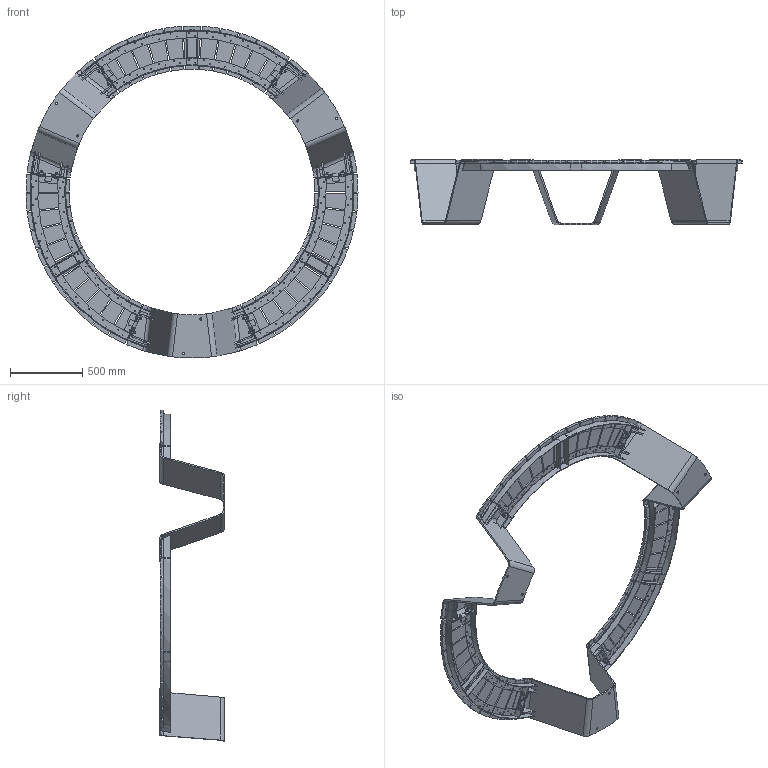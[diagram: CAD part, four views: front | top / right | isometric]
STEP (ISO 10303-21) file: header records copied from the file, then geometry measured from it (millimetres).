
FILE_DESCRIPTION (( 'STEP AP203' ), '1' );
FILE_NAME ('DUBE.R2300S.STEP', '2021-04-15T05:38:33', ( '' ), ( '' ), 'SwSTEP 2.0', 'SolidWorks 2020', '' );
FILE_SCHEMA (( 'CONFIG_CONTROL_DESIGN' ));
Length unit declared in the file: millimetre
Products named in the file (24): DUBE.R2300S Leg Seat Mount Left; DUBE.R2300S Seat Frame; DUBE.R2300S Seat Endplate Right; DUBE.R2300S Seat; hex screw gradeab_iso_ISO 4017 - M10 x 35-N; hex nut style 1 gradeab_iso_ISO - 4032 - M10 - W - C; DUBE.R2300S Leg; DUBE.R2300S Seat Innerring; DUBE.R2300S Seat RF; DUBE.R2300S Seat Top Outerring; DUBE.R2300S Seat Endplate Left; DUBE.R2300S Seat Top Innerring; DUBE.R2300S Wood; DUBE.R2300S; DUBE.R2300S Seat Outerring; DUBE.R2300S Leg Seat Mount Right; plain washer normal grade a_iso_Washer ISO 7089 - 10
Assembly tree (120 placements, depth 4):
  DUBE.R2300S
    DUBE.R2300S Leg
      DUBE.R2300S Leg
      DUBE.R2300S Leg Seat Mount Right
      DUBE.R2300S Leg Seat Mount Left
    DUBE.R2300S Seat
      DUBE.R2300S Seat Frame
        DUBE.R2300S Seat Top Innerring
        DUBE.R2300S Seat Innerring
        DUBE.R2300S Seat Outerring
        DUBE.R2300S Seat Endplate Left
        DUBE.R2300S Seat Endplate Right
        DUBE.R2300S Seat Top Outerring
        DUBE.R2300S Seat RF
    DUBE.R2300S Leg
      DUBE.R2300S Leg
      DUBE.R2300S Leg Seat Mount Right
      DUBE.R2300S Leg Seat Mount Left
    DUBE.R2300S Leg
      DUBE.R2300S Leg
      DUBE.R2300S Leg Seat Mount Right
      DUBE.R2300S Leg Seat Mount Left
    plain washer normal grade a_iso_Washer ISO 7089 - 10  x24
    hex screw gradeab_iso_ISO 4017 - M10 x 35-N  x12
    hex nut style 1 gradeab_iso_ISO - 4032 - M10 - W - C  x12
    DUBE.R2300S Seat
      DUBE.R2300S Seat Frame
        DUBE.R2300S Seat Top Innerring
        DUBE.R2300S Seat Innerring
        DUBE.R2300S Seat Outerring
        DUBE.R2300S Seat Endplate Left
        DUBE.R2300S Seat Endplate Right
        DUBE.R2300S Seat Top Outerring
        DUBE.R2300S Seat RF
    DUBE.R2300S Seat
      DUBE.R2300S Seat Frame
        DUBE.R2300S Seat Top Innerring
        DUBE.R2300S Seat Innerring
        DUBE.R2300S Seat Outerring
        DUBE.R2300S Seat Endplate Left
        DUBE.R2300S Seat Endplate Right
        DUBE.R2300S Seat Top Outerring
        DUBE.R2300S Seat RF
    DUBE.R2300S Wood  x33
Bounding box: 2300 x 450 x 2299.82 mm (x, y, z)
Volume: 39107519.7 mm3; surface area: 7911599 mm2
Topology: 111 solids, 111 shells, 2298 faces, 5388 edges, 3324 vertices
Faces by surface type: plane 1098, cylinder 852, cone 228, bspline 96, torus 24
Entity records: 22981 total; most frequent: CARTESIAN_POINT 5514, DIRECTION 2710, ORIENTED_EDGE 2440, EDGE_CURVE 1220, AXIS2_PLACEMENT_3D 1023, VERTEX_POINT 762, VECTOR 664, LINE 664
